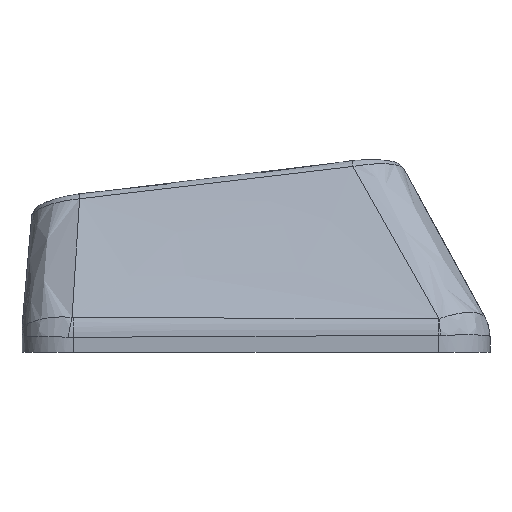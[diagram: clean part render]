
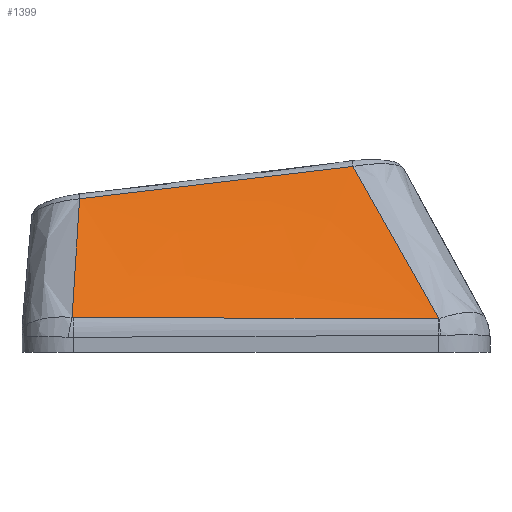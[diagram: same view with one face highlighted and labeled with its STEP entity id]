
A CAD part, left-side view. The second image highlights one B-rep face of the part: STEP entity #1399.
In plain terms, the highlighted free-form (B-spline) face has degree [3, 3] with [4, 4] control points.
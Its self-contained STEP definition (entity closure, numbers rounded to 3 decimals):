
#29=B_SPLINE_SURFACE_WITH_KNOTS('',3,3,((#3053,#3054,#3055,#3056),(#3057,
#3058,#3059,#3060),(#3061,#3062,#3063,#3064),(#3065,#3066,#3067,#3068)),
 .UNSPECIFIED.,.F.,.F.,.F.,(4,4),(4,4),(0.101,0.893),
(0.045,0.954),.UNSPECIFIED.);
#272=FACE_OUTER_BOUND('',#353,.T.);
#353=EDGE_LOOP('',(#1098,#1099,#1100,#1101,#1102,#1103));
#483=B_SPLINE_CURVE_WITH_KNOTS('',3,(#2911,#2912,#2913,#2914),
 .UNSPECIFIED.,.F.,.F.,(4,4),(0.,0.005),.UNSPECIFIED.);
#485=B_SPLINE_CURVE_WITH_KNOTS('',3,(#2938,#2939,#2940,#2941),
 .UNSPECIFIED.,.F.,.F.,(4,4),(0.,1.416),.UNSPECIFIED.);
#487=B_SPLINE_CURVE_WITH_KNOTS('',3,(#2965,#2966,#2967,#2968),
 .UNSPECIFIED.,.F.,.F.,(4,4),(0.,0.002),.UNSPECIFIED.);
#490=B_SPLINE_CURVE_WITH_KNOTS('',3,(#3070,#3071,#3072,#3073),
 .UNSPECIFIED.,.F.,.F.,(4,4),(0.036,0.771),
 .UNSPECIFIED.);
#491=B_SPLINE_CURVE_WITH_KNOTS('',3,(#3075,#3076,#3077,#3078),
 .UNSPECIFIED.,.F.,.F.,(4,4),(-1.068,0.),
 .UNSPECIFIED.);
#492=B_SPLINE_CURVE_WITH_KNOTS('',3,(#3079,#3080,#3081,#3082),
 .UNSPECIFIED.,.F.,.F.,(4,4),(-0.569,-0.031),
 .UNSPECIFIED.);
#626=VERTEX_POINT('',#2879);
#628=VERTEX_POINT('',#2909);
#630=VERTEX_POINT('',#2936);
#632=VERTEX_POINT('',#2963);
#639=VERTEX_POINT('',#3069);
#640=VERTEX_POINT('',#3074);
#803=EDGE_CURVE('',#628,#626,#483,.T.);
#806=EDGE_CURVE('',#630,#628,#485,.T.);
#809=EDGE_CURVE('',#632,#630,#487,.T.);
#821=EDGE_CURVE('',#639,#632,#490,.T.);
#822=EDGE_CURVE('',#640,#639,#491,.T.);
#823=EDGE_CURVE('',#626,#640,#492,.T.);
#1098=ORIENTED_EDGE('',*,*,#803,.F.);
#1099=ORIENTED_EDGE('',*,*,#806,.F.);
#1100=ORIENTED_EDGE('',*,*,#809,.F.);
#1101=ORIENTED_EDGE('',*,*,#821,.F.);
#1102=ORIENTED_EDGE('',*,*,#822,.F.);
#1103=ORIENTED_EDGE('',*,*,#823,.F.);
#1399=ADVANCED_FACE('',(#272),#29,.T.);
#2879=CARTESIAN_POINT('',(-8.864,7.138,0.361));
#2909=CARTESIAN_POINT('',(-8.867,7.086,0.356));
#2911=CARTESIAN_POINT('Ctrl Pts',(-8.867,7.086,0.356));
#2912=CARTESIAN_POINT('Ctrl Pts',(-8.867,7.103,0.356));
#2913=CARTESIAN_POINT('Ctrl Pts',(-8.866,7.121,0.358));
#2914=CARTESIAN_POINT('Ctrl Pts',(-8.864,7.138,0.361));
#2936=CARTESIAN_POINT('',(-8.936,-7.078,0.304));
#2938=CARTESIAN_POINT('Ctrl Pts',(-8.936,-7.078,0.304));
#2939=CARTESIAN_POINT('Ctrl Pts',(-8.919,-2.357,0.32));
#2940=CARTESIAN_POINT('Ctrl Pts',(-8.897,2.364,0.337));
#2941=CARTESIAN_POINT('Ctrl Pts',(-8.867,7.086,0.356));
#2963=CARTESIAN_POINT('',(-8.936,-7.099,0.305));
#2965=CARTESIAN_POINT('Ctrl Pts',(-8.936,-7.099,0.305));
#2966=CARTESIAN_POINT('Ctrl Pts',(-8.936,-7.092,0.305));
#2967=CARTESIAN_POINT('Ctrl Pts',(-8.936,-7.085,0.304));
#2968=CARTESIAN_POINT('Ctrl Pts',(-8.936,-7.078,0.304));
#3053=CARTESIAN_POINT('Ctrl Pts',(-6.11,-4.134,6.257));
#3054=CARTESIAN_POINT('Ctrl Pts',(-7.052,-5.122,4.273));
#3055=CARTESIAN_POINT('Ctrl Pts',(-7.994,-6.111,2.289));
#3056=CARTESIAN_POINT('Ctrl Pts',(-8.936,-7.099,0.304));
#3057=CARTESIAN_POINT('Ctrl Pts',(-6.11,-0.376,
5.822));
#3058=CARTESIAN_POINT('Ctrl Pts',(-7.052,-1.035,3.976));
#3059=CARTESIAN_POINT('Ctrl Pts',(-7.994,-1.694,2.13));
#3060=CARTESIAN_POINT('Ctrl Pts',(-8.936,-2.353,0.283));
#3061=CARTESIAN_POINT('Ctrl Pts',(-6.11,3.382,5.387));
#3062=CARTESIAN_POINT('Ctrl Pts',(-7.052,3.052,3.679));
#3063=CARTESIAN_POINT('Ctrl Pts',(-7.994,2.722,1.97));
#3064=CARTESIAN_POINT('Ctrl Pts',(-8.936,2.392,0.262));
#3065=CARTESIAN_POINT('Ctrl Pts',(-6.11,7.14,4.953));
#3066=CARTESIAN_POINT('Ctrl Pts',(-7.052,7.14,3.382));
#3067=CARTESIAN_POINT('Ctrl Pts',(-7.994,7.139,1.811));
#3068=CARTESIAN_POINT('Ctrl Pts',(-8.936,7.138,0.241));
#3069=CARTESIAN_POINT('',(-6.11,-3.758,6.214));
#3070=CARTESIAN_POINT('Ctrl Pts',(-6.11,-3.758,6.214));
#3071=CARTESIAN_POINT('Ctrl Pts',(-7.058,-4.877,4.249));
#3072=CARTESIAN_POINT('Ctrl Pts',(-7.999,-5.99,2.278));
#3073=CARTESIAN_POINT('Ctrl Pts',(-8.936,-7.099,0.305));
#3074=CARTESIAN_POINT('',(-6.125,6.845,4.961));
#3075=CARTESIAN_POINT('Ctrl Pts',(-6.125,6.845,4.961));
#3076=CARTESIAN_POINT('Ctrl Pts',(-6.12,3.31,5.375));
#3077=CARTESIAN_POINT('Ctrl Pts',(-6.115,-0.224,
5.793));
#3078=CARTESIAN_POINT('Ctrl Pts',(-6.11,-3.758,6.214));
#3079=CARTESIAN_POINT('Ctrl Pts',(-8.864,7.138,0.361));
#3080=CARTESIAN_POINT('Ctrl Pts',(-7.946,7.034,1.892));
#3081=CARTESIAN_POINT('Ctrl Pts',(-7.032,6.935,3.425));
#3082=CARTESIAN_POINT('Ctrl Pts',(-6.125,6.845,4.961));
